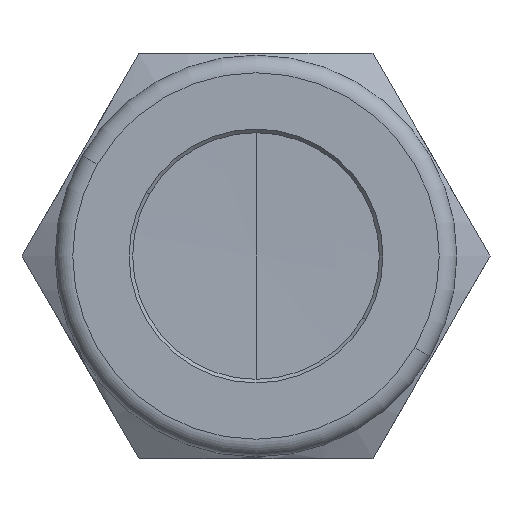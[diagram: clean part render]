
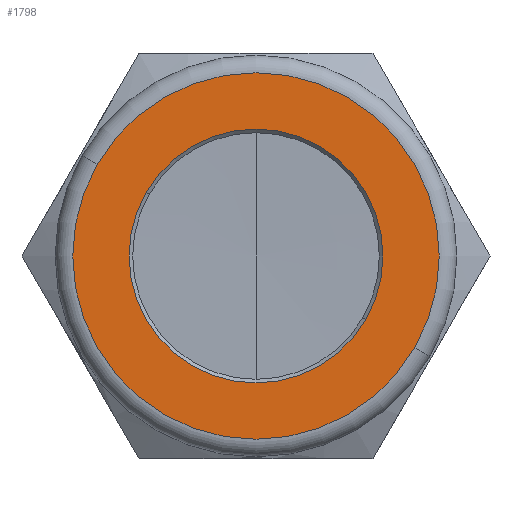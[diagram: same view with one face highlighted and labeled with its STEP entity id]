
A CAD part, front view. The second image highlights one B-rep face of the part: STEP entity #1798.
In plain terms, the highlighted planar face has unit normal (0, -1, 0).
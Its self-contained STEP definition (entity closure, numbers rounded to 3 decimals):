
#65 = CIRCLE ( 'NONE', #1765, 10.4 ) ;
#72 = CIRCLE ( 'NONE', #1775, 10.4 ) ;
#74 = CIRCLE ( 'NONE', #1776, 7.2 ) ;
#111 = CIRCLE ( 'NONE', #1792, 7.2 ) ;
#218 = FACE_OUTER_BOUND ( 'NONE', #319, .T. ) ;
#223 = FACE_BOUND ( 'NONE', #317, .T. ) ;
#317 = EDGE_LOOP ( 'NONE', ( #792, #793 ) ) ;
#319 = EDGE_LOOP ( 'NONE', ( #790, #791 ) ) ;
#353 = DIRECTION ( 'NONE',  ( 0.866, 0., -0.5 ) ) ;
#354 = DIRECTION ( 'NONE',  ( 0., 1., 0. ) ) ;
#355 = CARTESIAN_POINT ( 'NONE',  ( 0., -10.5, 0. ) ) ;
#551 = DIRECTION ( 'NONE',  ( 0.866, 0., -0.5 ) ) ;
#552 = DIRECTION ( 'NONE',  ( 0., 1., 0. ) ) ;
#553 = CARTESIAN_POINT ( 'NONE',  ( 0., -10.5, 0. ) ) ;
#556 = DIRECTION ( 'NONE',  ( -0.866, 0., 0.5 ) ) ;
#558 = DIRECTION ( 'NONE',  ( 0., -1., 0. ) ) ;
#559 = CARTESIAN_POINT ( 'NONE',  ( 0., -10.5, 0. ) ) ;
#790 = ORIENTED_EDGE ( 'NONE', *, *, #1585, .T. ) ;
#791 = ORIENTED_EDGE ( 'NONE', *, *, #1599, .T. ) ;
#792 = ORIENTED_EDGE ( 'NONE', *, *, #1639, .T. ) ;
#793 = ORIENTED_EDGE ( 'NONE', *, *, #1600, .T. ) ;
#879 = VERTEX_POINT ( 'NONE', #1269 ) ;
#880 = VERTEX_POINT ( 'NONE', #1268 ) ;
#887 = VERTEX_POINT ( 'NONE', #1255 ) ;
#890 = VERTEX_POINT ( 'NONE', #1247 ) ;
#1172 = DIRECTION ( 'NONE',  ( 0., -1., 0. ) ) ;
#1181 = CARTESIAN_POINT ( 'NONE',  ( -5.7, -10.5, -9.873 ) ) ;
#1183 = PLANE ( 'NONE',  #2418 ) ;
#1185 = DIRECTION ( 'NONE',  ( -0.866, 0., 0.5 ) ) ;
#1247 = CARTESIAN_POINT ( 'NONE',  ( -6.235, -10.5, 3.6 ) ) ;
#1255 = CARTESIAN_POINT ( 'NONE',  ( 6.235, -10.5, -3.6 ) ) ;
#1258 = DIRECTION ( 'NONE',  ( -0.866, 0., 0.5 ) ) ;
#1260 = DIRECTION ( 'NONE',  ( 0., -1., 0. ) ) ;
#1261 = CARTESIAN_POINT ( 'NONE',  ( 0., -10.5, 0. ) ) ;
#1268 = CARTESIAN_POINT ( 'NONE',  ( 9.007, -10.5, -5.2 ) ) ;
#1269 = CARTESIAN_POINT ( 'NONE',  ( -9.007, -10.5, 5.2 ) ) ;
#1585 = EDGE_CURVE ( 'NONE', #879, #880, #65, .T. ) ;
#1599 = EDGE_CURVE ( 'NONE', #880, #879, #72, .T. ) ;
#1600 = EDGE_CURVE ( 'NONE', #887, #890, #74, .T. ) ;
#1639 = EDGE_CURVE ( 'NONE', #890, #887, #111, .T. ) ;
#1765 = AXIS2_PLACEMENT_3D ( 'NONE', #1261, #1260, #1258 ) ;
#1775 = AXIS2_PLACEMENT_3D ( 'NONE', #559, #558, #556 ) ;
#1776 = AXIS2_PLACEMENT_3D ( 'NONE', #553, #552, #551 ) ;
#1792 = AXIS2_PLACEMENT_3D ( 'NONE', #355, #354, #353 ) ;
#1798 = ADVANCED_FACE ( 'NONE', ( #218, #223 ), #1183, .T. ) ;
#2418 = AXIS2_PLACEMENT_3D ( 'NONE', #1181, #1172, #1185 ) ;
